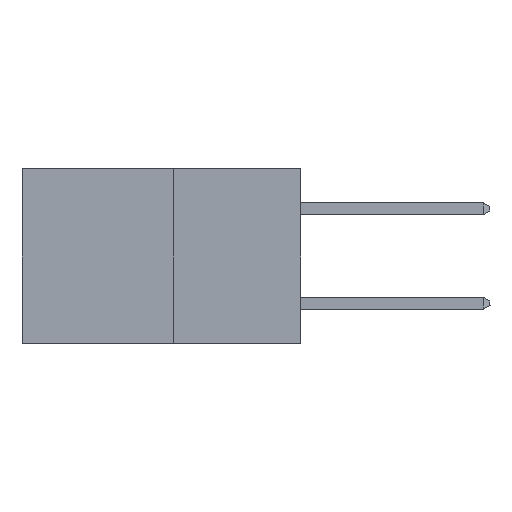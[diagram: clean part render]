
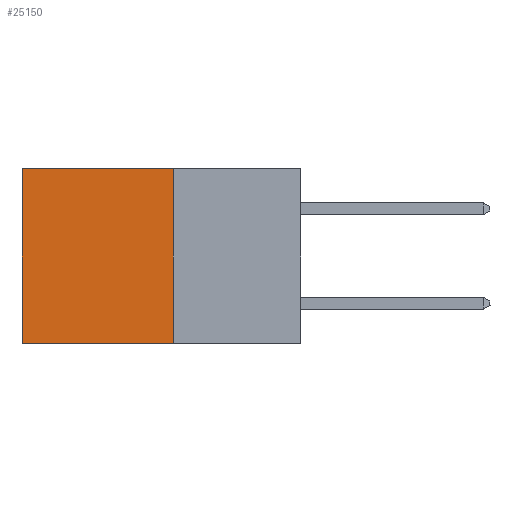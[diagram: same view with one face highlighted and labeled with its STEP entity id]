
A CAD part, left-side view. The second image highlights one B-rep face of the part: STEP entity #25150.
In plain terms, the highlighted planar face has unit normal (-1, 0, 0).
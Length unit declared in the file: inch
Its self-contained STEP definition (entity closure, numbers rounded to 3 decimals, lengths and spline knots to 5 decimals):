
#1172 = DIRECTION ( 'NONE',  ( 0., 1., 0. ) ) ;
#1520 = CARTESIAN_POINT ( 'NONE',  ( 0.277, 0.27, -0.37 ) ) ;
#1968 = LINE ( 'NONE', #2229, #19838 ) ;
#2106 = DIRECTION ( 'NONE',  ( 0., 0., -1. ) ) ;
#2229 = CARTESIAN_POINT ( 'NONE',  ( 0.277, 0.27, 0. ) ) ;
#2238 = LINE ( 'NONE', #18628, #27040 ) ;
#2846 = DIRECTION ( 'NONE',  ( 1., 0., 0. ) ) ;
#5114 = CARTESIAN_POINT ( 'NONE',  ( 0.277, 0.27, -0.37 ) ) ;
#5213 = EDGE_CURVE ( 'NONE', #7578, #29503, #1968, .T. ) ;
#6101 = VECTOR ( 'NONE', #2106, 39.37008 ) ;
#7067 = DIRECTION ( 'NONE',  ( 0., 0., -1. ) ) ;
#7578 = VERTEX_POINT ( 'NONE', #10173 ) ;
#7799 = AXIS2_PLACEMENT_3D ( 'NONE', #5114, #2846, #19165 ) ;
#9086 = EDGE_CURVE ( 'NONE', #29503, #17590, #12297, .T. ) ;
#9721 = CARTESIAN_POINT ( 'NONE',  ( 0.277, 0.59, -0.37 ) ) ;
#10173 = CARTESIAN_POINT ( 'NONE',  ( 0.277, 0.27, 0. ) ) ;
#10339 = VECTOR ( 'NONE', #13153, 39.37008 ) ;
#11618 = EDGE_CURVE ( 'NONE', #29431, #17590, #28114, .T. ) ;
#11878 = EDGE_CURVE ( 'NONE', #7578, #29431, #2238, .T. ) ;
#12297 = LINE ( 'NONE', #29876, #6101 ) ;
#12980 = CARTESIAN_POINT ( 'NONE',  ( 0.277, 0.59, 0. ) ) ;
#13153 = DIRECTION ( 'NONE',  ( 0., 1., 0. ) ) ;
#14770 = EDGE_LOOP ( 'NONE', ( #23688, #16628, #22916, #17316 ) ) ;
#16628 = ORIENTED_EDGE ( 'NONE', *, *, #11618, .F. ) ;
#16830 = PLANE ( 'NONE',  #7799 ) ;
#17316 = ORIENTED_EDGE ( 'NONE', *, *, #5213, .T. ) ;
#17590 = VERTEX_POINT ( 'NONE', #9721 ) ;
#18628 = CARTESIAN_POINT ( 'NONE',  ( 0.277, 0.27, -0.37 ) ) ;
#19165 = DIRECTION ( 'NONE',  ( 0., 0., -1. ) ) ;
#19838 = VECTOR ( 'NONE', #1172, 39.37008 ) ;
#22078 = CARTESIAN_POINT ( 'NONE',  ( 0.277, 0.27, -0.37 ) ) ;
#22916 = ORIENTED_EDGE ( 'NONE', *, *, #11878, .F. ) ;
#23239 = FACE_OUTER_BOUND ( 'NONE', #14770, .T. ) ;
#23688 = ORIENTED_EDGE ( 'NONE', *, *, #9086, .T. ) ;
#25150 = ADVANCED_FACE ( 'NONE', ( #23239 ), #16830, .F. ) ;
#27040 = VECTOR ( 'NONE', #7067, 39.37008 ) ;
#28114 = LINE ( 'NONE', #1520, #10339 ) ;
#29431 = VERTEX_POINT ( 'NONE', #22078 ) ;
#29503 = VERTEX_POINT ( 'NONE', #12980 ) ;
#29876 = CARTESIAN_POINT ( 'NONE',  ( 0.277, 0.59, -0.37 ) ) ;
